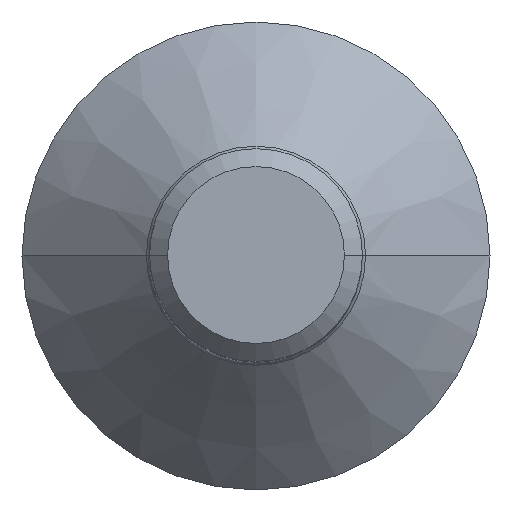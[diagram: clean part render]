
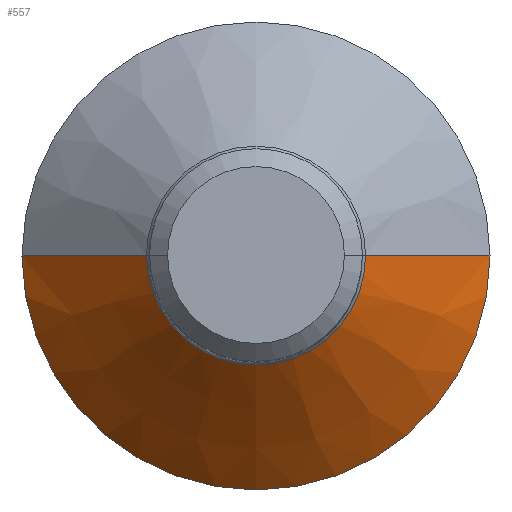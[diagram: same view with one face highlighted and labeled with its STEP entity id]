
A CAD part, top view. The second image highlights one B-rep face of the part: STEP entity #557.
In plain terms, the highlighted conical face has half-angle 45 degrees and reference radius 8.794 mm.
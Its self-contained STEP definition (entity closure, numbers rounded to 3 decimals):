
#27 = LINE ( 'NONE', #627, #484 ) ;
#28 = DIRECTION ( 'NONE',  ( -1., 0., 0. ) ) ;
#34 = DIRECTION ( 'NONE',  ( 0., 0., -1. ) ) ;
#55 = VERTEX_POINT ( 'NONE', #575 ) ;
#59 = ORIENTED_EDGE ( 'NONE', *, *, #537, .T. ) ;
#109 = AXIS2_PLACEMENT_3D ( 'NONE', #471, #268, #402 ) ;
#131 = CONICAL_SURFACE ( 'NONE', #790, 8.794, 0.785 ) ;
#165 = AXIS2_PLACEMENT_3D ( 'NONE', #297, #34, #617 ) ;
#203 = DIRECTION ( 'NONE',  ( 0.707, 0., -0.707 ) ) ;
#222 = CARTESIAN_POINT ( 'NONE',  ( 0., 0., 0. ) ) ;
#268 = DIRECTION ( 'NONE',  ( 0., 0., -1. ) ) ;
#297 = CARTESIAN_POINT ( 'NONE',  ( 0., 0., 0. ) ) ;
#316 = EDGE_CURVE ( 'NONE', #522, #55, #620, .T. ) ;
#318 = VERTEX_POINT ( 'NONE', #538 ) ;
#328 = ORIENTED_EDGE ( 'NONE', *, *, #316, .T. ) ;
#366 = CARTESIAN_POINT ( 'NONE',  ( 8.794, 0., 0. ) ) ;
#380 = ORIENTED_EDGE ( 'NONE', *, *, #486, .F. ) ;
#393 = LINE ( 'NONE', #523, #570 ) ;
#402 = DIRECTION ( 'NONE',  ( 0., 1., 0. ) ) ;
#422 = CARTESIAN_POINT ( 'NONE',  ( 4.117, 0., 4.677 ) ) ;
#471 = CARTESIAN_POINT ( 'NONE',  ( 0., 0., 4.677 ) ) ;
#474 = EDGE_CURVE ( 'NONE', #522, #803, #393, .T. ) ;
#484 = VECTOR ( 'NONE', #489, 1000. ) ;
#486 = EDGE_CURVE ( 'NONE', #803, #318, #793, .T. ) ;
#489 = DIRECTION ( 'NONE',  ( -0.707, 0., -0.707 ) ) ;
#522 = VERTEX_POINT ( 'NONE', #422 ) ;
#523 = CARTESIAN_POINT ( 'NONE',  ( 8.794, 0., 0. ) ) ;
#537 = EDGE_CURVE ( 'NONE', #55, #318, #27, .T. ) ;
#538 = CARTESIAN_POINT ( 'NONE',  ( -8.794, 0., 0. ) ) ;
#557 = ADVANCED_FACE ( 'NONE', ( #736 ), #131, .T. ) ;
#570 = VECTOR ( 'NONE', #203, 1000. ) ;
#575 = CARTESIAN_POINT ( 'NONE',  ( -4.117, 0., 4.677 ) ) ;
#589 = EDGE_LOOP ( 'NONE', ( #737, #328, #59, #380 ) ) ;
#617 = DIRECTION ( 'NONE',  ( -1., 0., 0. ) ) ;
#620 = CIRCLE ( 'NONE', #109, 4.117 ) ;
#627 = CARTESIAN_POINT ( 'NONE',  ( -8.794, 0., 0. ) ) ;
#736 = FACE_OUTER_BOUND ( 'NONE', #589, .T. ) ;
#737 = ORIENTED_EDGE ( 'NONE', *, *, #474, .F. ) ;
#790 = AXIS2_PLACEMENT_3D ( 'NONE', #222, #825, #28 ) ;
#793 = CIRCLE ( 'NONE', #165, 8.794 ) ;
#803 = VERTEX_POINT ( 'NONE', #366 ) ;
#825 = DIRECTION ( 'NONE',  ( 0., 0., -1. ) ) ;
